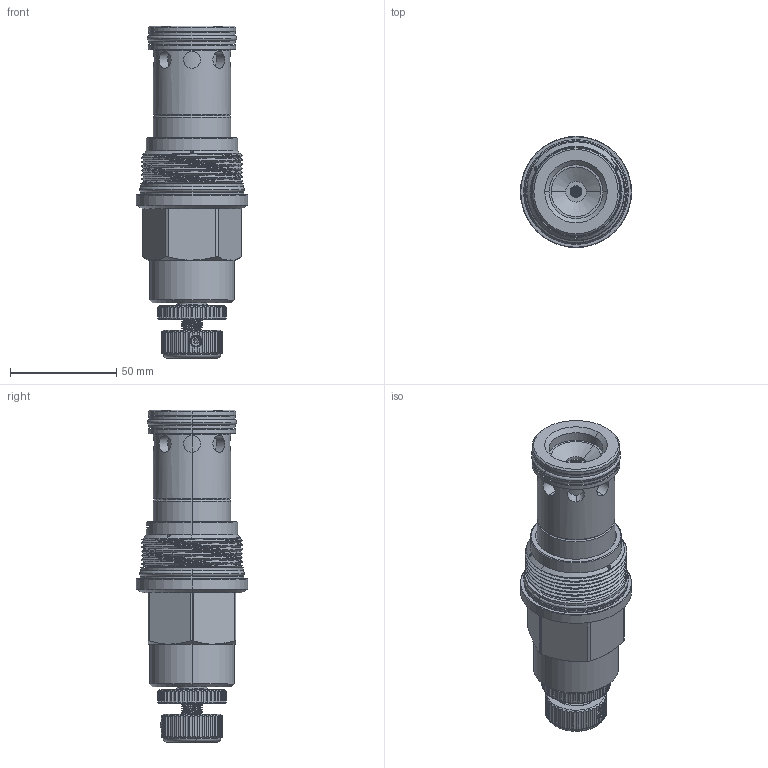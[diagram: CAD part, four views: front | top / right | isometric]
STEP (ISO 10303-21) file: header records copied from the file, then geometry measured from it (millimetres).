
FILE_DESCRIPTION (( 'STEP AP203' ), '1' );
FILE_NAME ('RQ18A20-K.STEP', '2020-03-24T02:42:28', ( '' ), ( '' ), 'SwSTEP 2.0', 'SolidWorks 2018', '' );
FILE_SCHEMA (( 'CONFIG_CONTROL_DESIGN' ));
Products named in the file (1): RQ18A20-K
Bounding box: 52.37 x 52.37 x 156.15 mm (x, y, z)
Volume: 182806.5 mm3; surface area: 38578.6 mm2
Topology: 13 solids, 16 shells, 1349 faces, 3741 edges, 2391 vertices
Faces by surface type: cylinder 859, plane 215, cone 108, torus 99, bspline 60, sphere 8
Entity records: 100838 total; most frequent: CARTESIAN_POINT 68804, ORIENTED_EDGE 7410, DIRECTION 5390, EDGE_CURVE 3705, VERTEX_POINT 2384, AXIS2_PLACEMENT_3D 2055, EDGE_LOOP 1767, B_SPLINE_CURVE_WITH_KNOTS 1465
